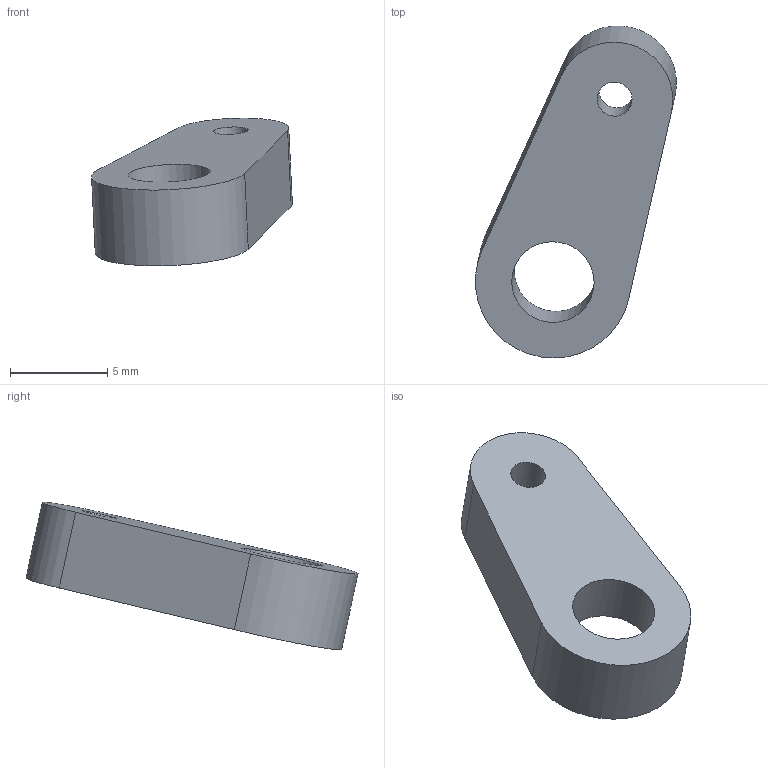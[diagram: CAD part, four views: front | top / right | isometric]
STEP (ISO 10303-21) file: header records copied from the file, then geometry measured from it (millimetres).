
FILE_DESCRIPTION(/* description */ ('CAx-IF Rec.Pracs.---Representation and Presentation of Product Manufacturing Information (PMI)---4.0---2014-10-13','CAx-IF Rec.Pracs.---3D Tessellated Geometry---0.4---2014-09-14','2;1'),/* implementation_level */ '2;1');
FILE_NAME(/* name */ 'r_pcb_strip_2',/* time_stamp */ '2025-06-18T22:53:40+03:00',/* author */ (''),/* organization */ (''),/* preprocessor_version */ 'ST-DEVELOPER v16.7',/* originating_system */ $,/* authorisation */ $);
FILE_SCHEMA (('AP242_MANAGED_MODEL_BASED_3D_ENGINEERING_MIM_LF { 1 0 10303 442 20130219 1 4 }'));
Length unit declared in the file: millimetre
Products named in the file (1): r_pcb_strip_2
Bounding box: 10.34 x 17.1 x 7.61 mm (x, y, z)
Volume: 345.5 mm3; surface area: 438.8 mm2
Topology: 1 solids, 1 shells, 11 faces, 25 edges, 17 vertices
Faces by surface type: cylinder 5, plane 5, cone 1
Full cylindrical faces by diameter (mm): 1.8 x1, 3.8 x1, 4.25 x1
Entity records: 406 total; most frequent: DIRECTION 70, CARTESIAN_POINT 70, AXIS2_PLACEMENT_3D 39, ORIENTED_EDGE 38, EDGE_LOOP 20, FACE_BOUND 20, EDGE_CURVE 19, VERTEX_POINT 15
